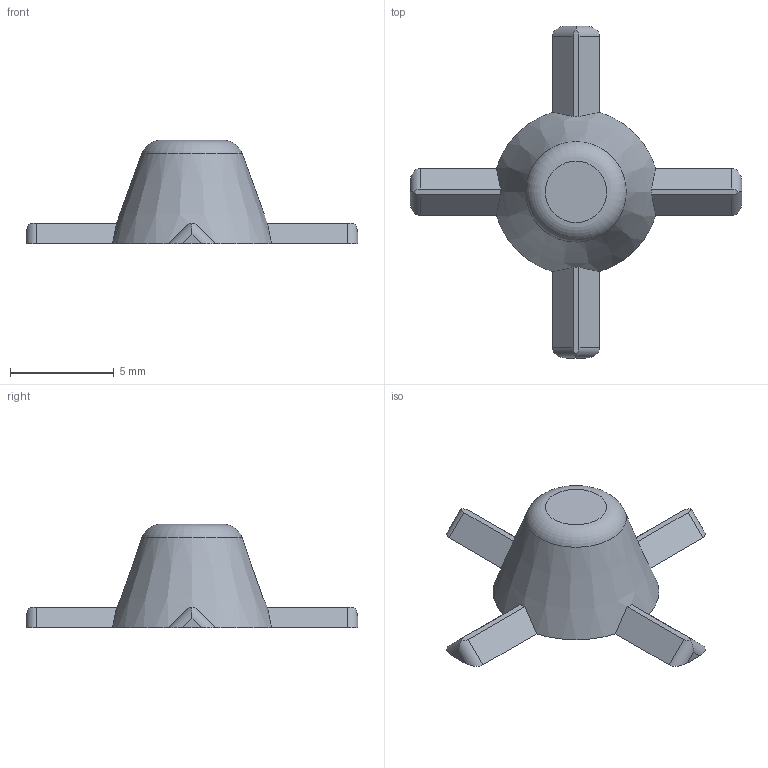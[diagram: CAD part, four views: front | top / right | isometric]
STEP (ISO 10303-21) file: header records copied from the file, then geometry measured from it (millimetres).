
FILE_DESCRIPTION(('STEP AP242'), '1');
FILE_NAME('itemNozzleP2', '', ('UNSPECIFIED'), ('UNSPECIFIED'), 'C3D Converter', 'C3D Toolkit', '');
FILE_SCHEMA(('AP242_MANAGED_MODEL_BASED_3D_ENGINEERING_MIM_LF { 1 0 10303 442 1 1 4 }'));
Length unit declared in the file: millimetre
Bounding box: 16 x 16 x 5 mm (x, y, z)
Volume: 174 mm3; surface area: 252.1 mm2
Topology: 1 solids, 1 shells, 28 faces, 77 edges, 51 vertices
Faces by surface type: plane 18, cylinder 8, cone 1, torus 1
Entity records: 993 total; most frequent: CARTESIAN_POINT 315, ORIENTED_EDGE 150, DIRECTION 116, EDGE_CURVE 75, VERTEX_POINT 51, AXIS2_PLACEMENT_3D 40, LINE 36, VECTOR 36
